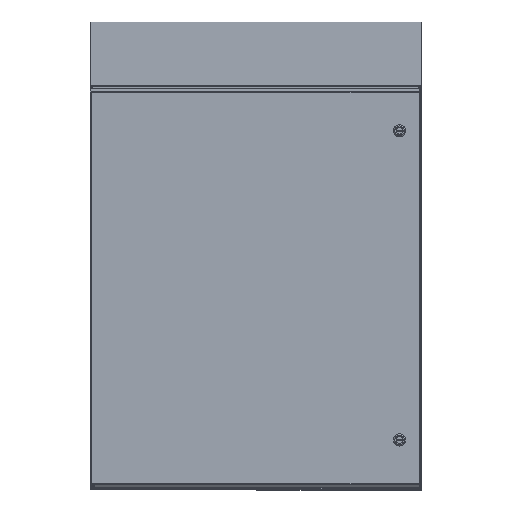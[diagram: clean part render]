
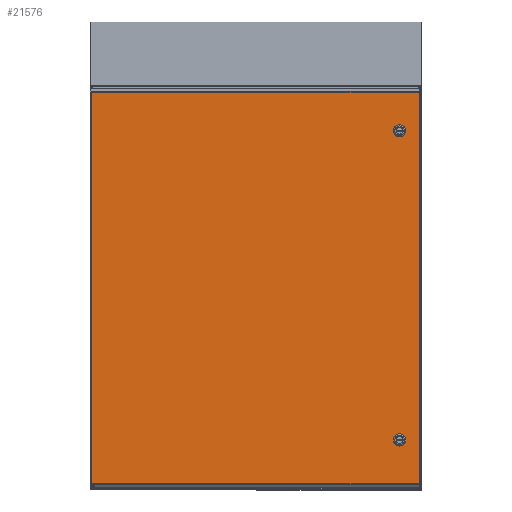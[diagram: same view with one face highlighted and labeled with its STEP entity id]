
A CAD part, top view. The second image highlights one B-rep face of the part: STEP entity #21576.
In plain terms, the highlighted planar face has unit normal (0, 0, 1).
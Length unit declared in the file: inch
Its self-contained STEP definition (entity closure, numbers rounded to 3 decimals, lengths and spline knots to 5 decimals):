
#19696=CARTESIAN_POINT('',(27.96087,-30.83316,0.074));
#19697=VERTEX_POINT('',#19696);
#19704=CARTESIAN_POINT('',(27.77499,-30.64723,0.074));
#19705=VERTEX_POINT('',#19704);
#19706=CARTESIAN_POINT('',(27.56134,-31.04668,0.074));
#19707=DIRECTION('',(0.0,0.0,-1.0));
#19708=DIRECTION('',(0.882,0.471,0.0));
#19709=AXIS2_PLACEMENT_3D('',#19706,#19707,#19708);
#19710=CIRCLE('',#19709,0.453);
#19711=EDGE_CURVE('',#19705,#19697,#19710,.T.);
#19736=CARTESIAN_POINT('',(27.34787,-30.64723,0.074));
#19737=VERTEX_POINT('',#19736);
#19738=CARTESIAN_POINT('',(27.34787,-30.64723,0.074));
#19739=DIRECTION('',(1.0,0.,0.0));
#19740=VECTOR('',#19739,0.42712);
#19741=LINE('',#19738,#19740);
#19742=EDGE_CURVE('',#19737,#19705,#19741,.T.);
#19768=CARTESIAN_POINT('',(27.16187,-30.83316,0.074));
#19769=VERTEX_POINT('',#19768);
#19770=CARTESIAN_POINT('',(27.56134,-31.04677,0.074));
#19771=DIRECTION('',(0.0,0.0,-1.0));
#19772=DIRECTION('',(-0.471,0.882,0.0));
#19773=AXIS2_PLACEMENT_3D('',#19770,#19771,#19772);
#19774=CIRCLE('',#19773,0.453);
#19775=EDGE_CURVE('',#19769,#19737,#19774,.T.);
#19800=CARTESIAN_POINT('',(27.16187,-31.26029,0.074));
#19801=VERTEX_POINT('',#19800);
#19802=CARTESIAN_POINT('',(27.16187,-31.26029,0.074));
#19803=DIRECTION('',(0.,1.0,0.0));
#19804=VECTOR('',#19803,0.42712);
#19805=LINE('',#19802,#19804);
#19806=EDGE_CURVE('',#19801,#19769,#19805,.T.);
#19832=CARTESIAN_POINT('',(27.3478,-31.44623,0.074));
#19833=VERTEX_POINT('',#19832);
#19834=CARTESIAN_POINT('',(27.56137,-31.04673,0.074));
#19835=DIRECTION('',(0.0,0.0,-1.0));
#19836=DIRECTION('',(-0.882,-0.471,0.0));
#19837=AXIS2_PLACEMENT_3D('',#19834,#19835,#19836);
#19838=CIRCLE('',#19837,0.453);
#19839=EDGE_CURVE('',#19833,#19801,#19838,.T.);
#19864=CARTESIAN_POINT('',(27.77493,-31.44623,0.074));
#19865=VERTEX_POINT('',#19864);
#19866=CARTESIAN_POINT('',(27.77493,-31.44623,0.074));
#19867=DIRECTION('',(-1.0,0.,0.0));
#19868=VECTOR('',#19867,0.42712);
#19869=LINE('',#19866,#19868);
#19870=EDGE_CURVE('',#19865,#19833,#19869,.T.);
#19896=CARTESIAN_POINT('',(27.96087,-31.26029,0.074));
#19897=VERTEX_POINT('',#19896);
#19898=CARTESIAN_POINT('',(27.56137,-31.04673,0.074));
#19899=DIRECTION('',(0.0,0.0,-1.0));
#19900=DIRECTION('',(0.471,-0.882,0.0));
#19901=AXIS2_PLACEMENT_3D('',#19898,#19899,#19900);
#19902=CIRCLE('',#19901,0.453);
#19903=EDGE_CURVE('',#19897,#19865,#19902,.T.);
#19926=CARTESIAN_POINT('',(27.96087,-30.83316,0.074));
#19927=DIRECTION('',(0.,-1.0,0.0));
#19928=VECTOR('',#19927,0.42712);
#19929=LINE('',#19926,#19928);
#19930=EDGE_CURVE('',#19697,#19897,#19929,.T.);
#19952=CARTESIAN_POINT('',(27.96087,-2.83316,0.074));
#19953=VERTEX_POINT('',#19952);
#19960=CARTESIAN_POINT('',(27.77499,-2.64723,0.074));
#19961=VERTEX_POINT('',#19960);
#19962=CARTESIAN_POINT('',(27.56134,-3.04668,0.074));
#19963=DIRECTION('',(0.0,0.0,-1.0));
#19964=DIRECTION('',(0.882,0.471,0.0));
#19965=AXIS2_PLACEMENT_3D('',#19962,#19963,#19964);
#19966=CIRCLE('',#19965,0.453);
#19967=EDGE_CURVE('',#19961,#19953,#19966,.T.);
#19992=CARTESIAN_POINT('',(27.34787,-2.64723,0.074));
#19993=VERTEX_POINT('',#19992);
#19994=CARTESIAN_POINT('',(27.34787,-2.64723,0.074));
#19995=DIRECTION('',(1.0,0.,0.0));
#19996=VECTOR('',#19995,0.42712);
#19997=LINE('',#19994,#19996);
#19998=EDGE_CURVE('',#19993,#19961,#19997,.T.);
#20024=CARTESIAN_POINT('',(27.16187,-2.83316,0.074));
#20025=VERTEX_POINT('',#20024);
#20026=CARTESIAN_POINT('',(27.56134,-3.04677,0.074));
#20027=DIRECTION('',(0.0,0.0,-1.0));
#20028=DIRECTION('',(-0.471,0.882,0.0));
#20029=AXIS2_PLACEMENT_3D('',#20026,#20027,#20028);
#20030=CIRCLE('',#20029,0.453);
#20031=EDGE_CURVE('',#20025,#19993,#20030,.T.);
#20056=CARTESIAN_POINT('',(27.16187,-3.26029,0.074));
#20057=VERTEX_POINT('',#20056);
#20058=CARTESIAN_POINT('',(27.16187,-3.26029,0.074));
#20059=DIRECTION('',(0.,1.0,0.0));
#20060=VECTOR('',#20059,0.42712);
#20061=LINE('',#20058,#20060);
#20062=EDGE_CURVE('',#20057,#20025,#20061,.T.);
#20088=CARTESIAN_POINT('',(27.3478,-3.44623,0.074));
#20089=VERTEX_POINT('',#20088);
#20090=CARTESIAN_POINT('',(27.56137,-3.04673,0.074));
#20091=DIRECTION('',(0.0,0.0,-1.0));
#20092=DIRECTION('',(-0.882,-0.471,0.0));
#20093=AXIS2_PLACEMENT_3D('',#20090,#20091,#20092);
#20094=CIRCLE('',#20093,0.453);
#20095=EDGE_CURVE('',#20089,#20057,#20094,.T.);
#20120=CARTESIAN_POINT('',(27.77493,-3.44623,0.074));
#20121=VERTEX_POINT('',#20120);
#20122=CARTESIAN_POINT('',(27.77493,-3.44623,0.074));
#20123=DIRECTION('',(-1.0,0.,0.0));
#20124=VECTOR('',#20123,0.42712);
#20125=LINE('',#20122,#20124);
#20126=EDGE_CURVE('',#20121,#20089,#20125,.T.);
#20152=CARTESIAN_POINT('',(27.96087,-3.26029,0.074));
#20153=VERTEX_POINT('',#20152);
#20154=CARTESIAN_POINT('',(27.56137,-3.04673,0.074));
#20155=DIRECTION('',(0.0,0.0,-1.0));
#20156=DIRECTION('',(0.471,-0.882,0.0));
#20157=AXIS2_PLACEMENT_3D('',#20154,#20155,#20156);
#20158=CIRCLE('',#20157,0.453);
#20159=EDGE_CURVE('',#20153,#20121,#20158,.T.);
#20182=CARTESIAN_POINT('',(27.96087,-2.83316,0.074));
#20183=DIRECTION('',(0.,-1.0,0.0));
#20184=VECTOR('',#20183,0.42712);
#20185=LINE('',#20182,#20184);
#20186=EDGE_CURVE('',#19953,#20153,#20185,.T.);
#20239=CARTESIAN_POINT('',(29.33112,-35.0199,0.074));
#20240=VERTEX_POINT('',#20239);
#20268=CARTESIAN_POINT('',(29.33112,0.42645,0.074));
#20269=VERTEX_POINT('',#20268);
#20280=CARTESIAN_POINT('',(29.33112,-35.0199,0.074));
#20281=DIRECTION('',(0.0,1.0,0.0));
#20282=VECTOR('',#20281,35.44636);
#20283=LINE('',#20280,#20282);
#20284=EDGE_CURVE('',#20240,#20269,#20283,.T.);
#20822=CARTESIAN_POINT('',(-0.33338,-35.0199,0.074));
#20823=VERTEX_POINT('',#20822);
#20910=CARTESIAN_POINT('',(-0.33338,0.42645,0.074));
#20911=VERTEX_POINT('',#20910);
#20912=CARTESIAN_POINT('',(-0.33338,0.42645,0.074));
#20913=DIRECTION('',(0.0,-1.0,0.0));
#20914=VECTOR('',#20913,35.44636);
#20915=LINE('',#20912,#20914);
#20916=EDGE_CURVE('',#20911,#20823,#20915,.T.);
#21489=CARTESIAN_POINT('',(29.33112,0.42645,0.074));
#21490=DIRECTION('',(-1.0,0.0,0.0));
#21491=VECTOR('',#21490,29.6645);
#21492=LINE('',#21489,#21491);
#21493=EDGE_CURVE('',#20269,#20911,#21492,.T.);
#21523=CARTESIAN_POINT('',(-0.33338,-35.0199,0.074));
#21524=DIRECTION('',(1.0,0.0,0.0));
#21525=VECTOR('',#21524,29.6645);
#21526=LINE('',#21523,#21525);
#21527=EDGE_CURVE('',#20823,#20240,#21526,.T.);
#21545=CARTESIAN_POINT('',(14.49887,-17.29673,0.074));
#21546=DIRECTION('',(0.0,0.0,1.0));
#21547=DIRECTION('',(1.0,0.0,0.0));
#21548=AXIS2_PLACEMENT_3D('',#21545,#21546,#21547);
#21549=PLANE('',#21548);
#21550=ORIENTED_EDGE('',*,*,#21527,.T.);
#21551=ORIENTED_EDGE('',*,*,#20284,.T.);
#21552=ORIENTED_EDGE('',*,*,#21493,.T.);
#21553=ORIENTED_EDGE('',*,*,#20916,.T.);
#21554=EDGE_LOOP('',(#21550,#21551,#21552,#21553));
#21555=FACE_OUTER_BOUND('',#21554,.T.);
#21556=ORIENTED_EDGE('',*,*,#19711,.T.);
#21557=ORIENTED_EDGE('',*,*,#19930,.T.);
#21558=ORIENTED_EDGE('',*,*,#19903,.T.);
#21559=ORIENTED_EDGE('',*,*,#19870,.T.);
#21560=ORIENTED_EDGE('',*,*,#19839,.T.);
#21561=ORIENTED_EDGE('',*,*,#19806,.T.);
#21562=ORIENTED_EDGE('',*,*,#19775,.T.);
#21563=ORIENTED_EDGE('',*,*,#19742,.T.);
#21564=EDGE_LOOP('',(#21556,#21557,#21558,#21559,#21560,#21561,#21562,#21563));
#21565=FACE_BOUND('',#21564,.T.);
#21566=ORIENTED_EDGE('',*,*,#19967,.T.);
#21567=ORIENTED_EDGE('',*,*,#20186,.T.);
#21568=ORIENTED_EDGE('',*,*,#20159,.T.);
#21569=ORIENTED_EDGE('',*,*,#20126,.T.);
#21570=ORIENTED_EDGE('',*,*,#20095,.T.);
#21571=ORIENTED_EDGE('',*,*,#20062,.T.);
#21572=ORIENTED_EDGE('',*,*,#20031,.T.);
#21573=ORIENTED_EDGE('',*,*,#19998,.T.);
#21574=EDGE_LOOP('',(#21566,#21567,#21568,#21569,#21570,#21571,#21572,#21573));
#21575=FACE_BOUND('',#21574,.T.);
#21576=ADVANCED_FACE('',(#21555,#21565,#21575),#21549,.T.);
